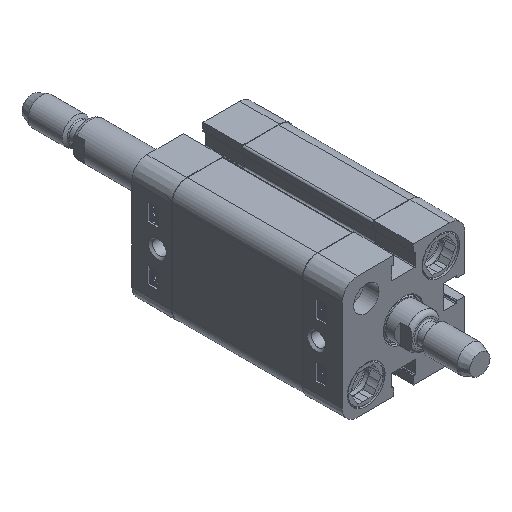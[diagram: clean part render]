
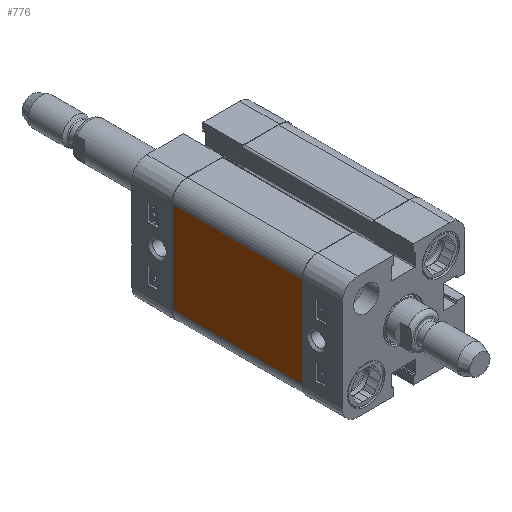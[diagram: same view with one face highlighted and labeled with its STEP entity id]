
A CAD part, isometric view. The second image highlights one B-rep face of the part: STEP entity #776.
In plain terms, the highlighted planar face has unit normal (-1, 0, 0).
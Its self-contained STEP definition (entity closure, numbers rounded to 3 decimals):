
#262=CARTESIAN_POINT('',(-18.,-19.25,13.5));
#263=VERTEX_POINT('',#262);
#271=CARTESIAN_POINT('',(-18.,-19.25,-13.5));
#272=VERTEX_POINT('',#271);
#273=CARTESIAN_POINT('',(-18.,-19.25,-13.5));
#274=DIRECTION('',(0.0,0.0,1.0));
#275=VECTOR('',#274,27.0);
#276=LINE('',#273,#275);
#277=EDGE_CURVE('',#272,#263,#276,.T.);
#746=CARTESIAN_POINT('',(-18.,0.0,13.5));
#747=DIRECTION('',(-1.0,0.0,0.0));
#748=DIRECTION('',(0.0,0.0,1.0));
#749=AXIS2_PLACEMENT_3D('',#746,#747,#748);
#750=PLANE('',#749);
#751=CARTESIAN_POINT('',(-18.,19.25,13.5));
#752=VERTEX_POINT('',#751);
#753=CARTESIAN_POINT('',(-18.,19.25,-13.5));
#754=VERTEX_POINT('',#753);
#755=CARTESIAN_POINT('',(-18.,19.25,13.5));
#756=DIRECTION('',(0.0,0.0,-1.0));
#757=VECTOR('',#756,27.0);
#758=LINE('',#755,#757);
#759=EDGE_CURVE('',#752,#754,#758,.T.);
#760=ORIENTED_EDGE('',*,*,#759,.T.);
#761=CARTESIAN_POINT('',(-18.,19.25,-13.5));
#762=DIRECTION('',(0.0,-1.0,0.0));
#763=VECTOR('',#762,38.5);
#764=LINE('',#761,#763);
#765=EDGE_CURVE('',#754,#272,#764,.T.);
#766=ORIENTED_EDGE('',*,*,#765,.T.);
#767=ORIENTED_EDGE('',*,*,#277,.T.);
#768=CARTESIAN_POINT('',(-18.,19.25,13.5));
#769=DIRECTION('',(0.0,-1.0,0.0));
#770=VECTOR('',#769,38.5);
#771=LINE('',#768,#770);
#772=EDGE_CURVE('',#752,#263,#771,.T.);
#773=ORIENTED_EDGE('',*,*,#772,.F.);
#774=EDGE_LOOP('',(#760,#766,#767,#773));
#775=FACE_OUTER_BOUND('',#774,.T.);
#776=ADVANCED_FACE('',(#775),#750,.T.);
